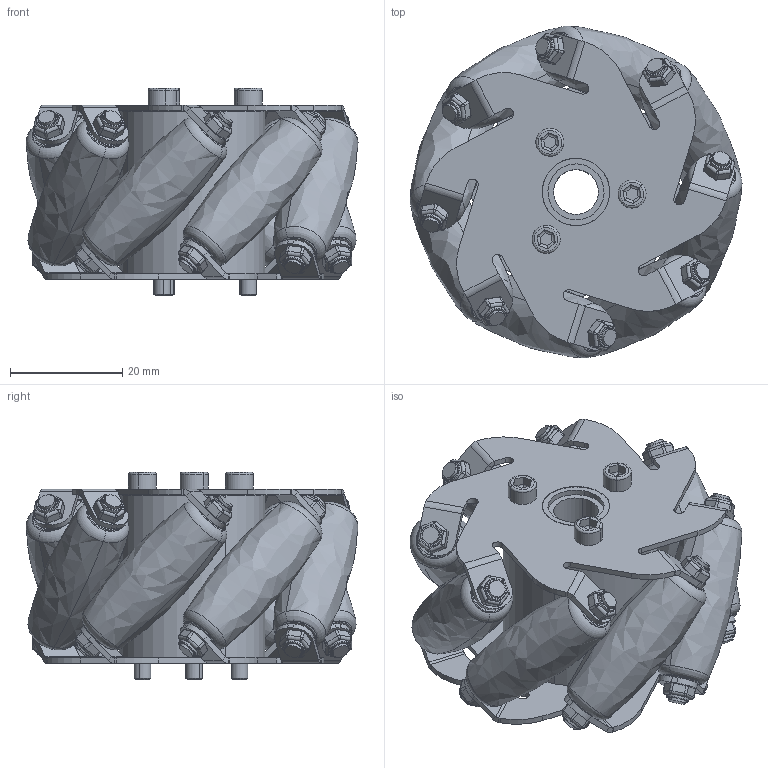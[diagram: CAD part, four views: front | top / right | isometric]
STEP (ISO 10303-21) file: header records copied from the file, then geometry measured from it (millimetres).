
FILE_DESCRIPTION (( 'STEP AP203' ), '1' );
FILE_NAME ('wheel.STEP', '2022-10-26T22:59:44', ( '' ), ( '' ), 'SwSTEP 2.0', 'SolidWorks 2022', '' );
FILE_SCHEMA (( 'CONFIG_CONTROL_DESIGN' ));
Length unit declared in the file: millimetre
Products named in the file (2): Mecanum_Wheel_60mm_Left_ASM_AP214; wheel
Assembly tree (1 placements, depth 2):
  wheel
    Mecanum_Wheel_60mm_Left_ASM_AP214
Bounding box: 59.21 x 59.21 x 37 mm (x, y, z)
Volume: 41821 mm3; surface area: 31864.5 mm2
Topology: 54 solids, 54 shells, 1694 faces, 3802 edges, 2114 vertices
Faces by surface type: cylinder 666, plane 488, torus 342, sphere 112, cone 70, bspline 16
Entity records: 46518 total; most frequent: DIRECTION 9150, CARTESIAN_POINT 7844, ORIENTED_EDGE 7380, AXIS2_PLACEMENT_3D 3812, EDGE_CURVE 3690, CIRCLE 2130, VERTEX_POINT 2114, EDGE_LOOP 1840
